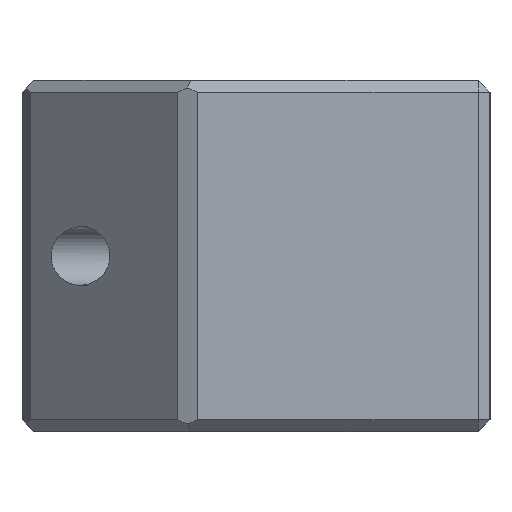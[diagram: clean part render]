
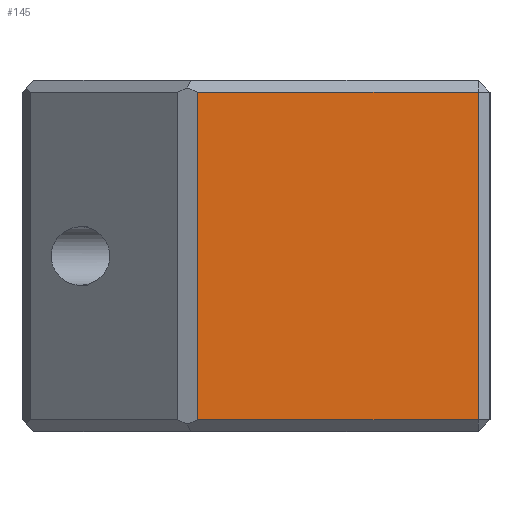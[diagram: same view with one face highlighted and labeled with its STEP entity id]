
A CAD part, left-side view. The second image highlights one B-rep face of the part: STEP entity #145.
In plain terms, the highlighted planar face has unit normal (-1, 0, 0).
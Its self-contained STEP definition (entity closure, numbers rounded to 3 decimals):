
#142 = DIRECTION ( 'NONE',  ( 1., 0., 0. ) ) ;
#145 = ADVANCED_FACE ( 'NONE', ( #763 ), #1052, .F. ) ;
#149 = CARTESIAN_POINT ( 'NONE',  ( -39., 0.5, 0.5 ) ) ;
#260 = LINE ( 'NONE', #1763, #850 ) ;
#262 = CARTESIAN_POINT ( 'NONE',  ( -39., 0., 0.5 ) ) ;
#330 = EDGE_LOOP ( 'NONE', ( #1677, #1659, #907, #766 ) ) ;
#350 = AXIS2_PLACEMENT_3D ( 'NONE', #1906, #142, #1612 ) ;
#441 = EDGE_CURVE ( 'NONE', #1251, #1651, #1827, .T. ) ;
#504 = DIRECTION ( 'NONE',  ( 0., 1., 0. ) ) ;
#537 = CARTESIAN_POINT ( 'NONE',  ( -39., 12.5, 14.5 ) ) ;
#543 = VERTEX_POINT ( 'NONE', #149 ) ;
#560 = EDGE_CURVE ( 'NONE', #1651, #1132, #260, .T. ) ;
#570 = VECTOR ( 'NONE', #1888, 1000. ) ;
#664 = DIRECTION ( 'NONE',  ( 0., 0., 1. ) ) ;
#756 = VECTOR ( 'NONE', #504, 1000. ) ;
#763 = FACE_OUTER_BOUND ( 'NONE', #330, .T. ) ;
#766 = ORIENTED_EDGE ( 'NONE', *, *, #1862, .T. ) ;
#819 = LINE ( 'NONE', #965, #1254 ) ;
#850 = VECTOR ( 'NONE', #1427, 1000. ) ;
#907 = ORIENTED_EDGE ( 'NONE', *, *, #1168, .T. ) ;
#965 = CARTESIAN_POINT ( 'NONE',  ( -39., 0.5, 15. ) ) ;
#1052 = PLANE ( 'NONE',  #350 ) ;
#1102 = CARTESIAN_POINT ( 'NONE',  ( -39., 0.5, 14.5 ) ) ;
#1106 = CARTESIAN_POINT ( 'NONE',  ( -39., 0., 14.5 ) ) ;
#1132 = VERTEX_POINT ( 'NONE', #1784 ) ;
#1168 = EDGE_CURVE ( 'NONE', #1132, #543, #1599, .T. ) ;
#1251 = VERTEX_POINT ( 'NONE', #1102 ) ;
#1254 = VECTOR ( 'NONE', #664, 1000. ) ;
#1427 = DIRECTION ( 'NONE',  ( 0., 0., -1. ) ) ;
#1599 = LINE ( 'NONE', #262, #570 ) ;
#1612 = DIRECTION ( 'NONE',  ( 0., 0., -1. ) ) ;
#1651 = VERTEX_POINT ( 'NONE', #537 ) ;
#1659 = ORIENTED_EDGE ( 'NONE', *, *, #560, .T. ) ;
#1677 = ORIENTED_EDGE ( 'NONE', *, *, #441, .T. ) ;
#1763 = CARTESIAN_POINT ( 'NONE',  ( -39., 12.5, 0.5 ) ) ;
#1784 = CARTESIAN_POINT ( 'NONE',  ( -39., 12.5, 0.5 ) ) ;
#1827 = LINE ( 'NONE', #1106, #756 ) ;
#1862 = EDGE_CURVE ( 'NONE', #543, #1251, #819, .T. ) ;
#1888 = DIRECTION ( 'NONE',  ( 0., -1., 0. ) ) ;
#1906 = CARTESIAN_POINT ( 'NONE',  ( -39., 0., 15. ) ) ;
